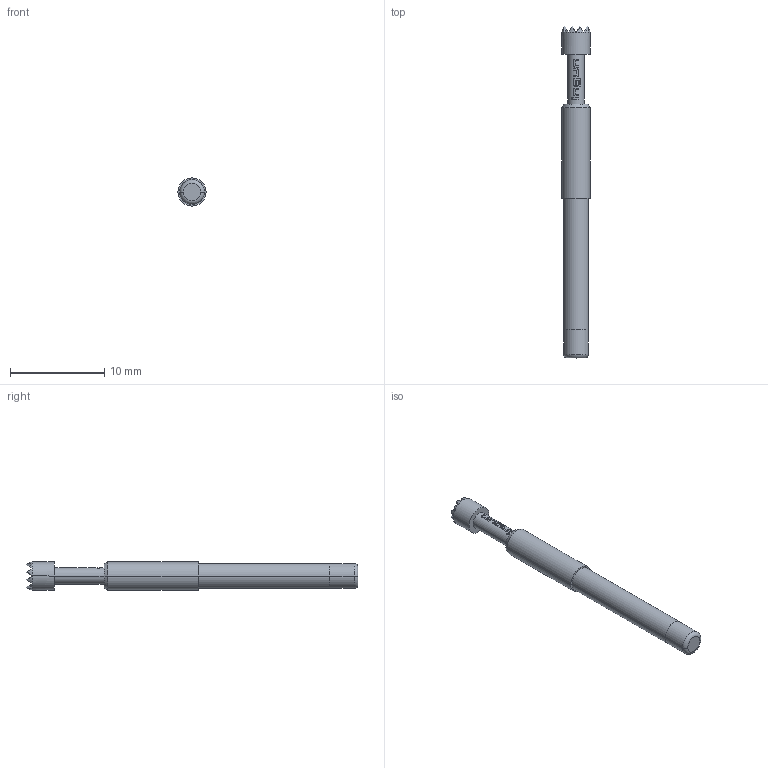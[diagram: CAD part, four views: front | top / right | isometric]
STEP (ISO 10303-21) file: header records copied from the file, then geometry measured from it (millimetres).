
FILE_DESCRIPTION (( 'STEP AP203' ), '1' );
FILE_NAME ('INGUN_GKS-113_306_300_A_xx10.STEP', '2022-01-19T13:21:21', ( 'ochi' ), ( '' ), 'SwSTEP 2.0', 'SolidWorks 2018', '' );
FILE_SCHEMA (( 'CONFIG_CONTROL_DESIGN' ));
Length unit declared in the file: millimetre
Products named in the file (1): INGUN_GKS-113_306_300_A_xx10
Bounding box: 3 x 35.3 x 3 mm (x, y, z)
Volume: 195 mm3; surface area: 316.2 mm2
Topology: 1 solids, 1 shells, 155 faces, 366 edges, 223 vertices
Faces by surface type: plane 67, bspline 56, cylinder 16, cone 14, torus 2
Entity records: 5465 total; most frequent: CARTESIAN_POINT 2529, ORIENTED_EDGE 732, EDGE_CURVE 366, DIRECTION 360, VERTEX_POINT 223, B_SPLINE_CURVE_WITH_KNOTS 186, EDGE_LOOP 165, FACE_OUTER_BOUND 155
